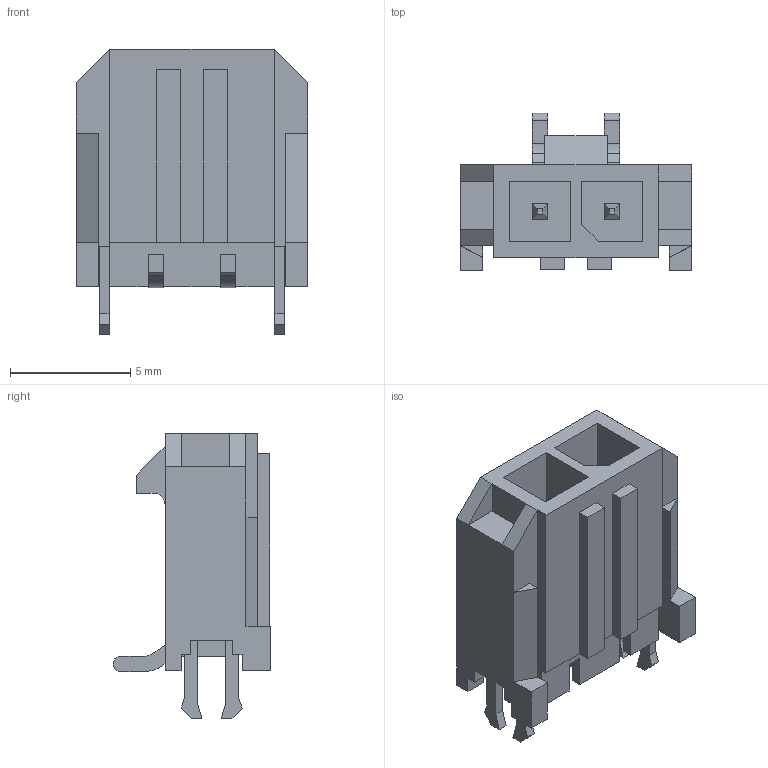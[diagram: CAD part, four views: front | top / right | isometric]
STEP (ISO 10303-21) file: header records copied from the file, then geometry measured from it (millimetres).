
FILE_DESCRIPTION((''),'2;1');
FILE_NAME('436500221','2013-12-20T',('me'),(''),'PRO/ENGINEER BY PARAMETRIC TECHNOLOGY CORPORATION, 2011490','PRO/ENGINEER BY PARAMETRIC TECHNOLOGY CORPORATION, 2011490','');
FILE_SCHEMA(('CONFIG_CONTROL_DESIGN'));
Length unit declared in the file: millimetre
Products named in the file (1): 436500221
Bounding box: 9.65 x 6.57 x 11.9 mm (x, y, z)
Volume: 255.3 mm3; surface area: 611.3 mm2
Topology: 2 solids, 2 shells, 214 faces, 581 edges, 380 vertices
Faces by surface type: plane 203, cylinder 11
Entity records: 6616 total; most frequent: CARTESIAN_POINT 1164, ORIENTED_EDGE 1138, DIRECTION 1045, EDGE_CURVE 569, VECTOR 547, LINE 547, VERTEX_POINT 368, AXIS2_PLACEMENT_3D 249
